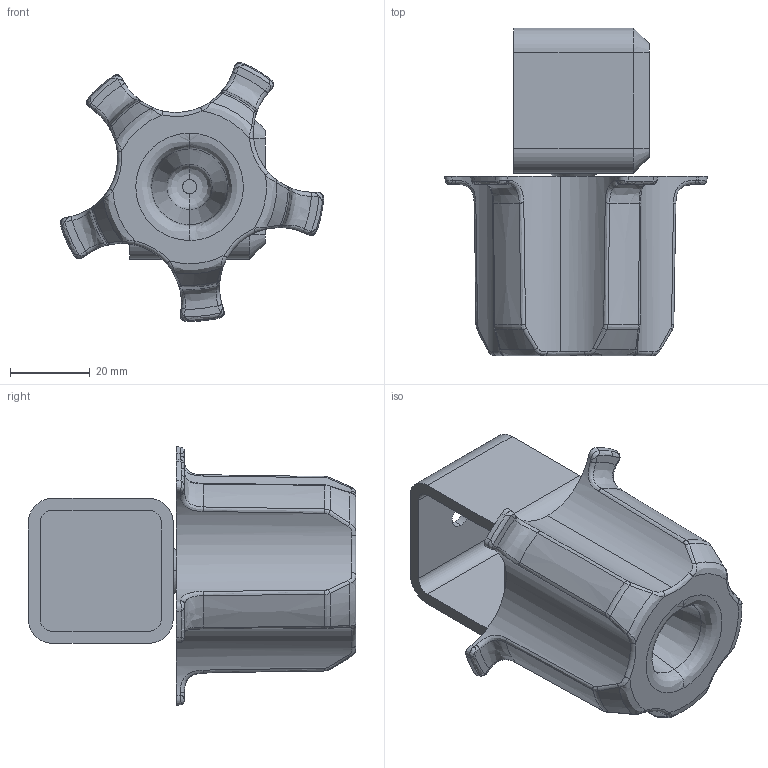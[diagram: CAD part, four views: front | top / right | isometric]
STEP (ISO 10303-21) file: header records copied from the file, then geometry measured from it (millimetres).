
FILE_DESCRIPTION (( 'STEP AP214' ), '1' );
FILE_NAME ('Filament_Roller_PrintParts.STEP', '2023-03-15T14:20:21', ( '' ), ( '' ), 'SwSTEP 2.0', 'SolidWorks 2023', '' );
FILE_SCHEMA (( 'AUTOMOTIVE_DESIGN' ));
Length unit declared in the file: millimetre
Products named in the file (1): Filament_Roller_PrintParts
Bounding box: 66.07 x 82.2 x 64.99 mm (x, y, z)
Volume: 76187.7 mm3; surface area: 23576.2 mm2
Topology: 2 solids, 2 shells, 189 faces, 442 edges, 254 vertices
Faces by surface type: bspline 89, cone 29, plane 28, cylinder 23, torus 20
Entity records: 24055 total; most frequent: CARTESIAN_POINT 20556, ORIENTED_EDGE 864, DIRECTION 478, EDGE_CURVE 432, B_SPLINE_CURVE_WITH_KNOTS 262, VERTEX_POINT 254, AXIS2_PLACEMENT_3D 207, EDGE_LOOP 200
